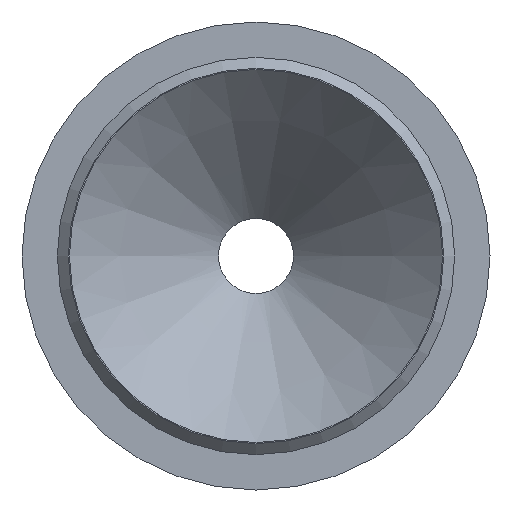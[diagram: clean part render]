
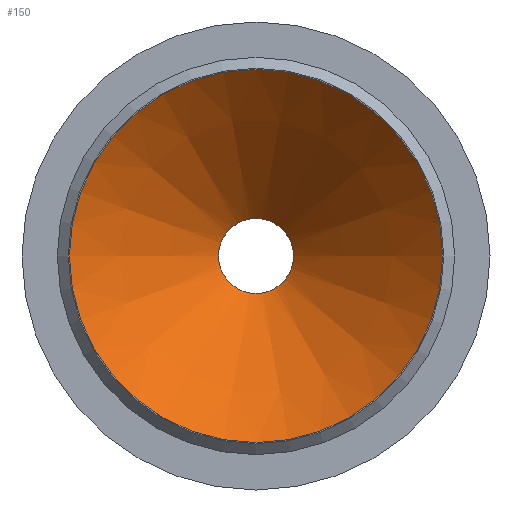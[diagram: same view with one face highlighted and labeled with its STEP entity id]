
A CAD part, front view. The second image highlights one B-rep face of the part: STEP entity #150.
In plain terms, the highlighted conical face has half-angle 45 degrees and reference radius 10.15 mm.
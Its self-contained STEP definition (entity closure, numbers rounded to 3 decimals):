
#25=FACE_OUTER_BOUND('',#35,.T.);
#35=EDGE_LOOP('',(#107,#108,#109,#110));
#48=LINE('',#268,#54);
#54=VECTOR('',#213,10.15);
#60=CIRCLE('',#184,16.9);
#61=CIRCLE('',#185,3.4);
#74=VERTEX_POINT('',#265);
#75=VERTEX_POINT('',#267);
#87=EDGE_CURVE('',#74,#74,#60,.T.);
#88=EDGE_CURVE('',#74,#75,#48,.T.);
#89=EDGE_CURVE('',#75,#75,#61,.T.);
#107=ORIENTED_EDGE('',*,*,#87,.T.);
#108=ORIENTED_EDGE('',*,*,#88,.T.);
#109=ORIENTED_EDGE('',*,*,#89,.T.);
#110=ORIENTED_EDGE('',*,*,#88,.F.);
#147=CONICAL_SURFACE('',#183,10.15,0.785);
#150=ADVANCED_FACE('',(#25),#147,.F.);
#183=AXIS2_PLACEMENT_3D('',#264,#209,#210);
#184=AXIS2_PLACEMENT_3D('',#266,#211,#212);
#185=AXIS2_PLACEMENT_3D('',#269,#214,#215);
#209=DIRECTION('center_axis',(0.,-1.,0.));
#210=DIRECTION('ref_axis',(1.,0.,0.));
#211=DIRECTION('center_axis',(0.,-1.,0.));
#212=DIRECTION('ref_axis',(1.,0.,0.));
#213=DIRECTION('',(0.707,0.707,0.));
#214=DIRECTION('center_axis',(0.,1.,0.));
#215=DIRECTION('ref_axis',(1.,0.,0.));
#264=CARTESIAN_POINT('Origin',(0.,6.75,0.));
#265=CARTESIAN_POINT('',(-16.9,0.,0.));
#266=CARTESIAN_POINT('Origin',(0.,0.,0.));
#267=CARTESIAN_POINT('',(-3.4,13.5,0.));
#268=CARTESIAN_POINT('',(-10.15,6.75,0.));
#269=CARTESIAN_POINT('Origin',(0.,13.5,0.));
